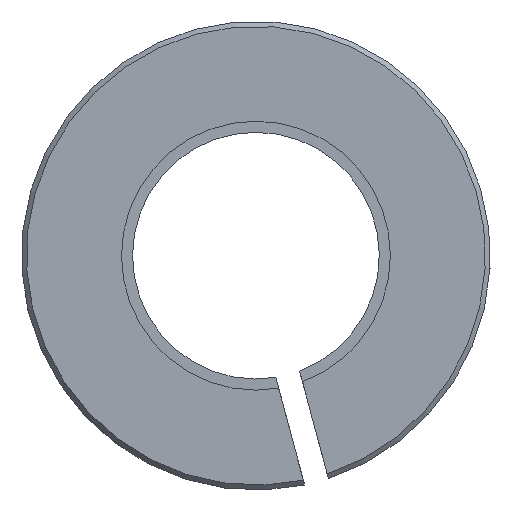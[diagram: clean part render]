
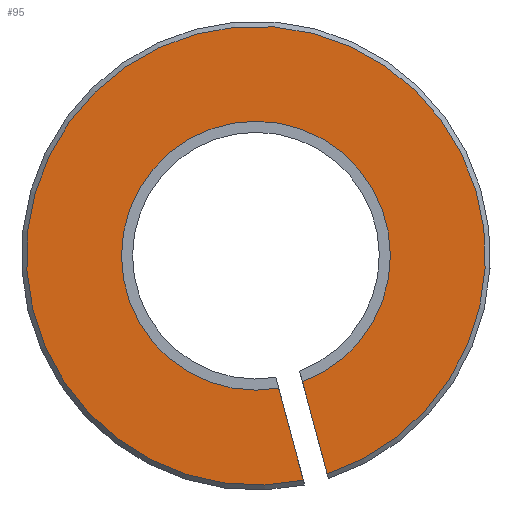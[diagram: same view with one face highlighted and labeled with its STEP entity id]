
A CAD part, left-side view. The second image highlights one B-rep face of the part: STEP entity #95.
In plain terms, the highlighted planar face has unit normal (-1, 0, 0).
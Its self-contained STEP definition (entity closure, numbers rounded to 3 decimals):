
#95 = ADVANCED_FACE( '', ( #186 ), #187, .T. );
#186 = FACE_OUTER_BOUND( '', #272, .T. );
#187 = PLANE( '', #273 );
#272 = EDGE_LOOP( '', ( #424, #425, #426, #427 ) );
#273 = AXIS2_PLACEMENT_3D( '', #428, #429, #430 );
#424 = ORIENTED_EDGE( '', *, *, #551, .T. );
#425 = ORIENTED_EDGE( '', *, *, #578, .T. );
#426 = ORIENTED_EDGE( '', *, *, #539, .F. );
#427 = ORIENTED_EDGE( '', *, *, #600, .T. );
#428 = CARTESIAN_POINT( '', ( 0., 9.3, 0. ) );
#429 = DIRECTION( '', ( -1., 0., 0. ) );
#430 = DIRECTION( '', ( 0., 0., 1. ) );
#539 = EDGE_CURVE( '', #629, #630, #631, .T. );
#551 = EDGE_CURVE( '', #652, #650, #653, .T. );
#578 = EDGE_CURVE( '', #650, #630, #698, .T. );
#600 = EDGE_CURVE( '', #629, #652, #728, .T. );
#629 = VERTEX_POINT( '', #763 );
#630 = VERTEX_POINT( '', #764 );
#631 = CIRCLE( '', #765, 9.3 );
#650 = VERTEX_POINT( '', #792 );
#652 = VERTEX_POINT( '', #795 );
#653 = CIRCLE( '', #796, 5.45 );
#698 = LINE( '', #852, #853 );
#728 = LINE( '', #901, #902 );
#763 = CARTESIAN_POINT( '', ( 0., -1.921, -9.1 ) );
#764 = CARTESIAN_POINT( '', ( 0., -2.886, -8.841 ) );
#765 = AXIS2_PLACEMENT_3D( '', #948, #949, #950 );
#792 = CARTESIAN_POINT( '', ( 0., -1.888, -5.113 ) );
#795 = CARTESIAN_POINT( '', ( 0., -0.922, -5.372 ) );
#796 = AXIS2_PLACEMENT_3D( '', #966, #967, #968 );
#852 = CARTESIAN_POINT( '', ( 0., -1.64, -4.19 ) );
#853 = VECTOR( '', #1007, 1000. );
#901 = CARTESIAN_POINT( '', ( 0., -1.972, -9.293 ) );
#902 = VECTOR( '', #1026, 1000. );
#948 = CARTESIAN_POINT( '', ( 0., 0., 0. ) );
#949 = DIRECTION( '', ( 1., 0., 0. ) );
#950 = DIRECTION( '', ( 0., 0., -1. ) );
#966 = CARTESIAN_POINT( '', ( 0., 0., 0. ) );
#967 = DIRECTION( '', ( 1., 0., 0. ) );
#968 = DIRECTION( '', ( 0., 0., -1. ) );
#1007 = DIRECTION( '', ( 0., -0.259, -0.966 ) );
#1026 = DIRECTION( '', ( 0., 0.259, 0.966 ) );
